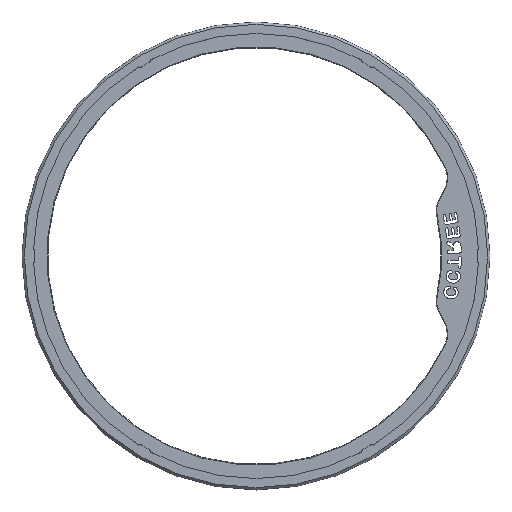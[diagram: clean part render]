
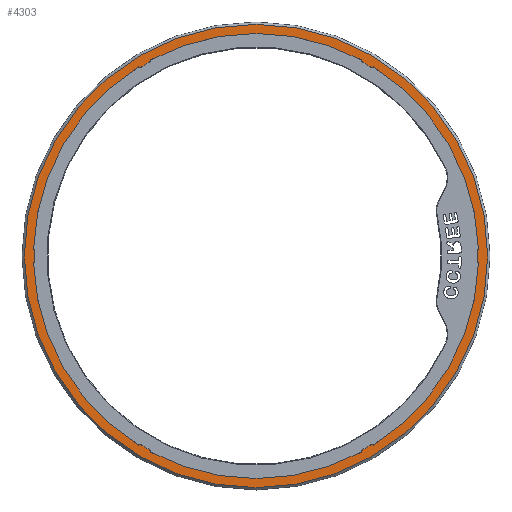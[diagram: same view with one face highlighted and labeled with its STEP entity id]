
A CAD part, top view. The second image highlights one B-rep face of the part: STEP entity #4303.
In plain terms, the highlighted planar face has unit normal (0, 0, 1).
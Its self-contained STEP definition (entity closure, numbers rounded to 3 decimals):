
#169=FACE_BOUND('',#815,.T.);
#467=PLANE('',#4580);
#561=FACE_OUTER_BOUND('',#814,.T.);
#814=EDGE_LOOP('',(#3317));
#815=EDGE_LOOP('',(#3318,#3319,#3320,#3321,#3322,#3323,#3324,#3325,#3326,
#3327,#3328,#3329,#3330,#3331,#3332,#3333,#3334,#3335,#3336,#3337,#3338,
#3339,#3340,#3341));
#1701=CIRCLE('',#4579,99.);
#1702=CIRCLE('',#4581,1.2);
#1703=CIRCLE('',#4582,95.1);
#1704=CIRCLE('',#4583,1.2);
#1705=CIRCLE('',#4584,94.5);
#1706=CIRCLE('',#4585,1.2);
#1707=CIRCLE('',#4586,95.1);
#1708=CIRCLE('',#4587,1.2);
#1709=CIRCLE('',#4588,94.5);
#1710=CIRCLE('',#4589,1.2);
#1711=CIRCLE('',#4590,95.1);
#1712=CIRCLE('',#4591,1.2);
#1713=CIRCLE('',#4592,94.5);
#1714=CIRCLE('',#4593,1.2);
#1715=CIRCLE('',#4594,95.1);
#1716=CIRCLE('',#4595,1.2);
#1717=CIRCLE('',#4596,94.5);
#1718=CIRCLE('',#4597,1.2);
#1719=CIRCLE('',#4598,95.1);
#1720=CIRCLE('',#4599,1.2);
#1721=CIRCLE('',#4600,94.5);
#1722=CIRCLE('',#4601,1.2);
#1723=CIRCLE('',#4602,95.1);
#1724=CIRCLE('',#4603,1.2);
#1725=CIRCLE('',#4604,94.5);
#2116=VERTEX_POINT('',#7265);
#2117=VERTEX_POINT('',#7269);
#2118=VERTEX_POINT('',#7270);
#2119=VERTEX_POINT('',#7272);
#2120=VERTEX_POINT('',#7274);
#2121=VERTEX_POINT('',#7276);
#2122=VERTEX_POINT('',#7278);
#2123=VERTEX_POINT('',#7280);
#2124=VERTEX_POINT('',#7282);
#2125=VERTEX_POINT('',#7284);
#2126=VERTEX_POINT('',#7286);
#2127=VERTEX_POINT('',#7288);
#2128=VERTEX_POINT('',#7290);
#2129=VERTEX_POINT('',#7292);
#2130=VERTEX_POINT('',#7294);
#2131=VERTEX_POINT('',#7296);
#2132=VERTEX_POINT('',#7298);
#2133=VERTEX_POINT('',#7300);
#2134=VERTEX_POINT('',#7302);
#2135=VERTEX_POINT('',#7304);
#2136=VERTEX_POINT('',#7306);
#2137=VERTEX_POINT('',#7308);
#2138=VERTEX_POINT('',#7310);
#2139=VERTEX_POINT('',#7312);
#2140=VERTEX_POINT('',#7314);
#2585=EDGE_CURVE('',#2116,#2116,#1701,.T.);
#2587=EDGE_CURVE('',#2117,#2118,#1702,.T.);
#2588=EDGE_CURVE('',#2117,#2119,#1703,.T.);
#2589=EDGE_CURVE('',#2120,#2119,#1704,.T.);
#2590=EDGE_CURVE('',#2121,#2120,#1705,.T.);
#2591=EDGE_CURVE('',#2122,#2121,#1706,.T.);
#2592=EDGE_CURVE('',#2122,#2123,#1707,.T.);
#2593=EDGE_CURVE('',#2124,#2123,#1708,.T.);
#2594=EDGE_CURVE('',#2125,#2124,#1709,.T.);
#2595=EDGE_CURVE('',#2126,#2125,#1710,.T.);
#2596=EDGE_CURVE('',#2126,#2127,#1711,.T.);
#2597=EDGE_CURVE('',#2128,#2127,#1712,.T.);
#2598=EDGE_CURVE('',#2129,#2128,#1713,.T.);
#2599=EDGE_CURVE('',#2130,#2129,#1714,.T.);
#2600=EDGE_CURVE('',#2130,#2131,#1715,.T.);
#2601=EDGE_CURVE('',#2132,#2131,#1716,.T.);
#2602=EDGE_CURVE('',#2133,#2132,#1717,.T.);
#2603=EDGE_CURVE('',#2134,#2133,#1718,.T.);
#2604=EDGE_CURVE('',#2134,#2135,#1719,.T.);
#2605=EDGE_CURVE('',#2136,#2135,#1720,.T.);
#2606=EDGE_CURVE('',#2137,#2136,#1721,.T.);
#2607=EDGE_CURVE('',#2138,#2137,#1722,.T.);
#2608=EDGE_CURVE('',#2138,#2139,#1723,.T.);
#2609=EDGE_CURVE('',#2140,#2139,#1724,.T.);
#2610=EDGE_CURVE('',#2118,#2140,#1725,.T.);
#3317=ORIENTED_EDGE('',*,*,#2585,.F.);
#3318=ORIENTED_EDGE('',*,*,#2587,.F.);
#3319=ORIENTED_EDGE('',*,*,#2588,.T.);
#3320=ORIENTED_EDGE('',*,*,#2589,.F.);
#3321=ORIENTED_EDGE('',*,*,#2590,.F.);
#3322=ORIENTED_EDGE('',*,*,#2591,.F.);
#3323=ORIENTED_EDGE('',*,*,#2592,.T.);
#3324=ORIENTED_EDGE('',*,*,#2593,.F.);
#3325=ORIENTED_EDGE('',*,*,#2594,.F.);
#3326=ORIENTED_EDGE('',*,*,#2595,.F.);
#3327=ORIENTED_EDGE('',*,*,#2596,.T.);
#3328=ORIENTED_EDGE('',*,*,#2597,.F.);
#3329=ORIENTED_EDGE('',*,*,#2598,.F.);
#3330=ORIENTED_EDGE('',*,*,#2599,.F.);
#3331=ORIENTED_EDGE('',*,*,#2600,.T.);
#3332=ORIENTED_EDGE('',*,*,#2601,.F.);
#3333=ORIENTED_EDGE('',*,*,#2602,.F.);
#3334=ORIENTED_EDGE('',*,*,#2603,.F.);
#3335=ORIENTED_EDGE('',*,*,#2604,.T.);
#3336=ORIENTED_EDGE('',*,*,#2605,.F.);
#3337=ORIENTED_EDGE('',*,*,#2606,.F.);
#3338=ORIENTED_EDGE('',*,*,#2607,.F.);
#3339=ORIENTED_EDGE('',*,*,#2608,.T.);
#3340=ORIENTED_EDGE('',*,*,#2609,.F.);
#3341=ORIENTED_EDGE('',*,*,#2610,.F.);
#4303=ADVANCED_FACE('',(#561,#169),#467,.T.);
#4579=AXIS2_PLACEMENT_3D('',#7266,#4876,#4877);
#4580=AXIS2_PLACEMENT_3D('',#7268,#4879,#4880);
#4581=AXIS2_PLACEMENT_3D('',#7271,#4881,#4882);
#4582=AXIS2_PLACEMENT_3D('',#7273,#4883,#4884);
#4583=AXIS2_PLACEMENT_3D('',#7275,#4885,#4886);
#4584=AXIS2_PLACEMENT_3D('',#7277,#4887,#4888);
#4585=AXIS2_PLACEMENT_3D('',#7279,#4889,#4890);
#4586=AXIS2_PLACEMENT_3D('',#7281,#4891,#4892);
#4587=AXIS2_PLACEMENT_3D('',#7283,#4893,#4894);
#4588=AXIS2_PLACEMENT_3D('',#7285,#4895,#4896);
#4589=AXIS2_PLACEMENT_3D('',#7287,#4897,#4898);
#4590=AXIS2_PLACEMENT_3D('',#7289,#4899,#4900);
#4591=AXIS2_PLACEMENT_3D('',#7291,#4901,#4902);
#4592=AXIS2_PLACEMENT_3D('',#7293,#4903,#4904);
#4593=AXIS2_PLACEMENT_3D('',#7295,#4905,#4906);
#4594=AXIS2_PLACEMENT_3D('',#7297,#4907,#4908);
#4595=AXIS2_PLACEMENT_3D('',#7299,#4909,#4910);
#4596=AXIS2_PLACEMENT_3D('',#7301,#4911,#4912);
#4597=AXIS2_PLACEMENT_3D('',#7303,#4913,#4914);
#4598=AXIS2_PLACEMENT_3D('',#7305,#4915,#4916);
#4599=AXIS2_PLACEMENT_3D('',#7307,#4917,#4918);
#4600=AXIS2_PLACEMENT_3D('',#7309,#4919,#4920);
#4601=AXIS2_PLACEMENT_3D('',#7311,#4921,#4922);
#4602=AXIS2_PLACEMENT_3D('',#7313,#4923,#4924);
#4603=AXIS2_PLACEMENT_3D('',#7315,#4925,#4926);
#4604=AXIS2_PLACEMENT_3D('',#7316,#4927,#4928);
#4876=DIRECTION('center_axis',(0.,0.,-1.));
#4877=DIRECTION('ref_axis',(-1.,0.,0.));
#4879=DIRECTION('center_axis',(0.,0.,1.));
#4880=DIRECTION('ref_axis',(1.,0.,0.));
#4881=DIRECTION('center_axis',(0.,0.,-1.));
#4882=DIRECTION('ref_axis',(-0.482,0.876,0.));
#4883=DIRECTION('center_axis',(0.,0.,-1.));
#4884=DIRECTION('ref_axis',(1.,0.,0.));
#4885=DIRECTION('center_axis',(0.,0.,-1.));
#4886=DIRECTION('ref_axis',(0.482,0.876,0.));
#4887=DIRECTION('center_axis',(0.,0.,1.));
#4888=DIRECTION('ref_axis',(-0.527,-0.85,0.));
#4889=DIRECTION('center_axis',(0.,0.,-1.));
#4890=DIRECTION('ref_axis',(0.518,0.856,0.));
#4891=DIRECTION('center_axis',(0.,0.,-1.));
#4892=DIRECTION('ref_axis',(1.,0.,0.));
#4893=DIRECTION('center_axis',(0.,0.,-1.));
#4894=DIRECTION('ref_axis',(1.,0.021,0.));
#4895=DIRECTION('center_axis',(0.,0.,1.));
#4896=DIRECTION('ref_axis',(-0.999,0.032,0.));
#4897=DIRECTION('center_axis',(0.,0.,-1.));
#4898=DIRECTION('ref_axis',(1.,-0.021,0.));
#4899=DIRECTION('center_axis',(0.,0.,-1.));
#4900=DIRECTION('ref_axis',(1.,0.,0.));
#4901=DIRECTION('center_axis',(0.,0.,-1.));
#4902=DIRECTION('ref_axis',(0.518,-0.856,0.));
#4903=DIRECTION('center_axis',(0.,0.,1.));
#4904=DIRECTION('ref_axis',(-0.472,0.881,0.));
#4905=DIRECTION('center_axis',(0.,0.,-1.));
#4906=DIRECTION('ref_axis',(0.482,-0.876,0.));
#4907=DIRECTION('center_axis',(0.,0.,-1.));
#4908=DIRECTION('ref_axis',(1.,0.,0.));
#4909=DIRECTION('center_axis',(0.,0.,-1.));
#4910=DIRECTION('ref_axis',(-0.482,-0.876,0.));
#4911=DIRECTION('center_axis',(0.,0.,1.));
#4912=DIRECTION('ref_axis',(0.527,0.85,0.));
#4913=DIRECTION('center_axis',(0.,0.,-1.));
#4914=DIRECTION('ref_axis',(-0.518,-0.856,0.));
#4915=DIRECTION('center_axis',(0.,0.,-1.));
#4916=DIRECTION('ref_axis',(1.,0.,0.));
#4917=DIRECTION('center_axis',(0.,0.,-1.));
#4918=DIRECTION('ref_axis',(-1.,-0.021,0.));
#4919=DIRECTION('center_axis',(0.,0.,1.));
#4920=DIRECTION('ref_axis',(0.999,-0.032,0.));
#4921=DIRECTION('center_axis',(0.,0.,-1.));
#4922=DIRECTION('ref_axis',(-1.,0.021,0.));
#4923=DIRECTION('center_axis',(0.,0.,-1.));
#4924=DIRECTION('ref_axis',(1.,0.,0.));
#4925=DIRECTION('center_axis',(0.,0.,-1.));
#4926=DIRECTION('ref_axis',(-0.518,0.856,0.));
#4927=DIRECTION('center_axis',(0.,0.,1.));
#4928=DIRECTION('ref_axis',(0.472,-0.881,0.));
#7265=CARTESIAN_POINT('',(99.,0.,4.85));
#7266=CARTESIAN_POINT('Origin',(0.,0.,4.85));
#7268=CARTESIAN_POINT('Origin',(0.,0.,4.85));
#7269=CARTESIAN_POINT('',(44.928,-83.818,4.85));
#7270=CARTESIAN_POINT('',(45.549,-82.798,4.85));
#7271=CARTESIAN_POINT('Origin',(46.128,-83.849,4.85));
#7272=CARTESIAN_POINT('',(-44.928,-83.818,4.85));
#7273=CARTESIAN_POINT('Origin',(0.,0.,4.85));
#7274=CARTESIAN_POINT('',(-45.549,-82.798,4.85));
#7275=CARTESIAN_POINT('Origin',(-46.128,-83.849,4.85));
#7276=CARTESIAN_POINT('',(-48.93,-80.846,4.85));
#7277=CARTESIAN_POINT('Origin',(0.,0.,4.85));
#7278=CARTESIAN_POINT('',(-50.124,-80.818,4.85));
#7279=CARTESIAN_POINT('Origin',(-49.552,-81.873,4.85));
#7280=CARTESIAN_POINT('',(-95.053,-3.,4.85));
#7281=CARTESIAN_POINT('Origin',(0.,0.,4.85));
#7282=CARTESIAN_POINT('',(-94.48,-1.952,4.85));
#7283=CARTESIAN_POINT('Origin',(-95.68,-1.977,4.85));
#7284=CARTESIAN_POINT('',(-94.48,1.952,4.85));
#7285=CARTESIAN_POINT('Origin',(0.,0.,4.85));
#7286=CARTESIAN_POINT('',(-95.053,3.,4.85));
#7287=CARTESIAN_POINT('Origin',(-95.68,1.977,4.85));
#7288=CARTESIAN_POINT('',(-50.124,80.818,4.85));
#7289=CARTESIAN_POINT('Origin',(0.,0.,4.85));
#7290=CARTESIAN_POINT('',(-48.93,80.846,4.85));
#7291=CARTESIAN_POINT('Origin',(-49.552,81.873,4.85));
#7292=CARTESIAN_POINT('',(-45.549,82.798,4.85));
#7293=CARTESIAN_POINT('Origin',(0.,0.,4.85));
#7294=CARTESIAN_POINT('',(-44.928,83.818,4.85));
#7295=CARTESIAN_POINT('Origin',(-46.128,83.849,4.85));
#7296=CARTESIAN_POINT('',(44.928,83.818,4.85));
#7297=CARTESIAN_POINT('Origin',(0.,0.,4.85));
#7298=CARTESIAN_POINT('',(45.549,82.798,4.85));
#7299=CARTESIAN_POINT('Origin',(46.128,83.849,4.85));
#7300=CARTESIAN_POINT('',(48.93,80.846,4.85));
#7301=CARTESIAN_POINT('Origin',(0.,0.,4.85));
#7302=CARTESIAN_POINT('',(50.124,80.818,4.85));
#7303=CARTESIAN_POINT('Origin',(49.552,81.873,4.85));
#7304=CARTESIAN_POINT('',(95.053,3.,4.85));
#7305=CARTESIAN_POINT('Origin',(0.,0.,4.85));
#7306=CARTESIAN_POINT('',(94.48,1.952,4.85));
#7307=CARTESIAN_POINT('Origin',(95.68,1.977,4.85));
#7308=CARTESIAN_POINT('',(94.48,-1.952,4.85));
#7309=CARTESIAN_POINT('Origin',(0.,0.,4.85));
#7310=CARTESIAN_POINT('',(95.053,-3.,4.85));
#7311=CARTESIAN_POINT('Origin',(95.68,-1.977,4.85));
#7312=CARTESIAN_POINT('',(50.124,-80.818,4.85));
#7313=CARTESIAN_POINT('Origin',(0.,0.,4.85));
#7314=CARTESIAN_POINT('',(48.93,-80.846,4.85));
#7315=CARTESIAN_POINT('Origin',(49.552,-81.873,4.85));
#7316=CARTESIAN_POINT('Origin',(0.,0.,4.85));
